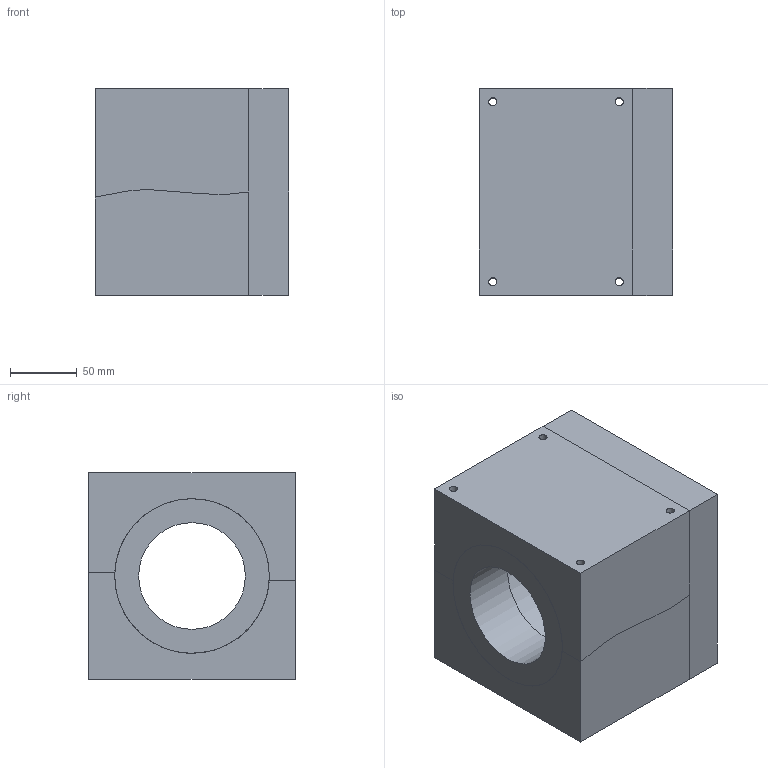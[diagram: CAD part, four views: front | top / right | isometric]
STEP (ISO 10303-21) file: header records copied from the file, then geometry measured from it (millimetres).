
FILE_DESCRIPTION(/* description */ (''),/* implementation_level */ '2;1');
FILE_NAME(/* name */ 'Mars Rover Wheel Molding v8.stp',/* time_stamp */ '2020-12-05T18:09:30+01:00',/* author */ (''),/* organization */ (''),/* preprocessor_version */ 'ST-DEVELOPER v18.1',/* originating_system */ 'Autodesk Translation Framework v9.3.0.1241',/* authorisation */ '');
FILE_SCHEMA (('AUTOMOTIVE_DESIGN { 1 0 10303 214 3 1 1 }'));
Products named in the file (5): Mars Rover Wheel - Molding; Moule; Roue; Guide - ext; Guide - int
Assembly tree (4 placements, depth 2):
  Mars Rover Wheel - Molding
    Moule
    Roue
    Guide - ext
    Guide - int
Bounding box: 145 x 155 x 155 mm (x, y, z)
Volume: 1948734.5 mm3; surface area: 370273.9 mm2
Topology: 6 solids, 6 shells, 598 faces, 1673 edges, 1124 vertices
Faces by surface type: bspline 351, plane 151, cylinder 57, cone 39
Full cylindrical faces by diameter (mm): 4 x4, 6.2 x12, 80 x1, 112 x1, 116 x3, 120 x3, 124 x1
Entity records: 41828 total; most frequent: CARTESIAN_POINT 28088, ORIENTED_EDGE 3346, DIRECTION 2063, EDGE_CURVE 1673, VERTEX_POINT 1124, AXIS2_PLACEMENT_3D 692, LINE 679, VECTOR 679
